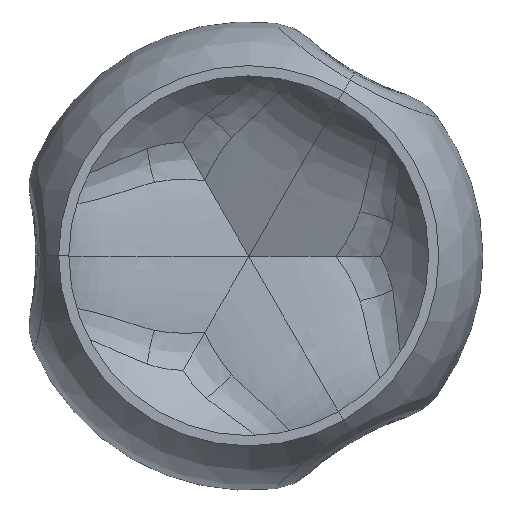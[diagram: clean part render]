
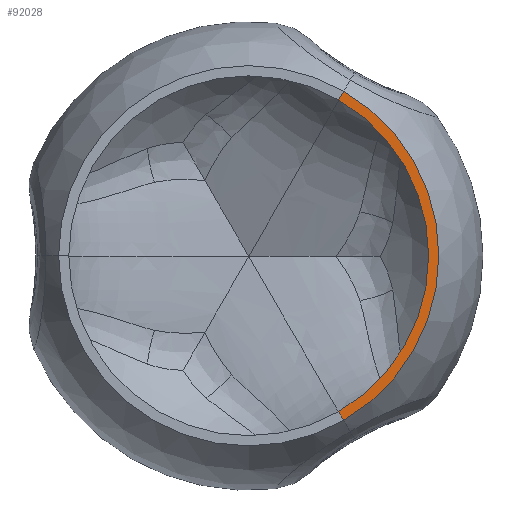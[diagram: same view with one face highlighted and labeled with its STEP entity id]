
A CAD part, top view. The second image highlights one B-rep face of the part: STEP entity #92028.
In plain terms, the highlighted planar face has unit normal (0, 0, 1).
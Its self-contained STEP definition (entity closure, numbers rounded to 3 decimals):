
#1126 = CARTESIAN_POINT ( 'NONE',  ( 29.381, -50.89, 42.276 ) ) ;
#3119 = DIRECTION ( 'NONE',  ( -0.5, 0.866, 0. ) ) ;
#3209 = VERTEX_POINT ( 'NONE', #1126 ) ;
#10752 = CARTESIAN_POINT ( 'NONE',  ( 27.802, -48.154, 42.276 ) ) ;
#12862 = CARTESIAN_POINT ( 'NONE',  ( 29.734, -51.501, 42.276 ) ) ;
#19354 = ORIENTED_EDGE ( 'NONE', *, *, #110576, .F. ) ;
#23341 = CARTESIAN_POINT ( 'NONE',  ( 0., 0., 42.276 ) ) ;
#24781 = LINE ( 'NONE', #121970, #98307 ) ;
#35595 = LINE ( 'NONE', #12862, #113777 ) ;
#35866 = EDGE_CURVE ( 'NONE', #3209, #89159, #50951, .T. ) ;
#40097 = ORIENTED_EDGE ( 'NONE', *, *, #35866, .T. ) ;
#41122 = CARTESIAN_POINT ( 'NONE',  ( 27.802, 48.154, 42.276 ) ) ;
#41700 = ORIENTED_EDGE ( 'NONE', *, *, #44892, .T. ) ;
#42049 = PLANE ( 'NONE',  #106494 ) ;
#42594 = DIRECTION ( 'NONE',  ( -0.5, 0.866, 0. ) ) ;
#44892 = EDGE_CURVE ( 'NONE', #105729, #3209, #35595, .T. ) ;
#50951 = CIRCLE ( 'NONE', #119638, 58.763 ) ;
#57176 = ORIENTED_EDGE ( 'NONE', *, *, #119800, .T. ) ;
#61370 = CARTESIAN_POINT ( 'NONE',  ( 0., 0., 42.276 ) ) ;
#63001 = CARTESIAN_POINT ( 'NONE',  ( 81.235, -21.767, 42.276 ) ) ;
#66062 = CIRCLE ( 'NONE', #99699, 55.604 ) ;
#72689 = DIRECTION ( 'NONE',  ( 0.5, 0.866, 0. ) ) ;
#80210 = CARTESIAN_POINT ( 'NONE',  ( 29.381, 50.89, 42.276 ) ) ;
#89159 = VERTEX_POINT ( 'NONE', #80210 ) ;
#92028 = ADVANCED_FACE ( 'NONE', ( #124375 ), #42049, .T. ) ;
#98307 = VECTOR ( 'NONE', #72689, 1000. ) ;
#99699 = AXIS2_PLACEMENT_3D ( 'NONE', #23341, #122271, #42594 ) ;
#99842 = VERTEX_POINT ( 'NONE', #41122 ) ;
#101108 = DIRECTION ( 'NONE',  ( 0.5, -0.866, 0. ) ) ;
#101191 = DIRECTION ( 'NONE',  ( 0., 0., 1. ) ) ;
#102722 = EDGE_LOOP ( 'NONE', ( #57176, #41700, #40097, #19354 ) ) ;
#105729 = VERTEX_POINT ( 'NONE', #10752 ) ;
#106494 = AXIS2_PLACEMENT_3D ( 'NONE', #63001, #101191, #121728 ) ;
#110576 = EDGE_CURVE ( 'NONE', #99842, #89159, #24781, .T. ) ;
#110661 = DIRECTION ( 'NONE',  ( 0., 0., 1. ) ) ;
#113777 = VECTOR ( 'NONE', #101108, 1000. ) ;
#119638 = AXIS2_PLACEMENT_3D ( 'NONE', #61370, #110661, #3119 ) ;
#119800 = EDGE_CURVE ( 'NONE', #99842, #105729, #66062, .T. ) ;
#121728 = DIRECTION ( 'NONE',  ( -0.5, 0.866, 0. ) ) ;
#121970 = CARTESIAN_POINT ( 'NONE',  ( 29.734, 51.501, 42.276 ) ) ;
#122271 = DIRECTION ( 'NONE',  ( 0., 0., -1. ) ) ;
#124375 = FACE_OUTER_BOUND ( 'NONE', #102722, .T. ) ;
